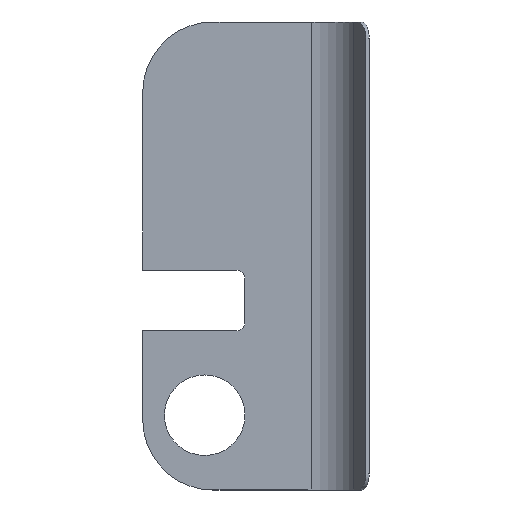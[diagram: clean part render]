
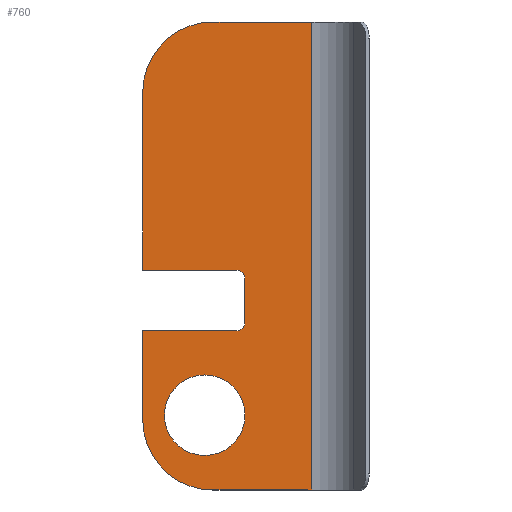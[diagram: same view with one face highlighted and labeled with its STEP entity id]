
A CAD part, front view. The second image highlights one B-rep face of the part: STEP entity #760.
In plain terms, the highlighted planar face has unit normal (0, -1, 0).
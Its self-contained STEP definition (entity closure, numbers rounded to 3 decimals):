
#223=CARTESIAN_POINT('POINT15',(11.306,22.5,
   -8.68));
#224=VERTEX_POINT('VERTEX15',#223);
#265=CARTESIAN_POINT('POINT16',(11.306,22.5,
   -66.79));
#266=VERTEX_POINT('VERTEX16',#265);
#409=CARTESIAN_POINT('POINT29',(3.,22.5,-40.5));
#410=VERTEX_POINT('VERTEX29',#409);
#411=CARTESIAN_POINT('POINT30',(3.,22.5,
   -46.));
#412=VERTEX_POINT('VERTEX30',#411);
#413=CARTESIAN_POINT('POS50',(3.,22.5,-40.5));
#414=DIRECTION('DIR75',(0.,0.,-1.));
#415=VECTOR('VEC25',#414,1.);
#416=LINE('STRAIGHT25',#413,#415);
#417=EDGE_CURVE('EDGE39',#410,#412,#416,.T.);
#440=CARTESIAN_POINT('POINT31',(2.,22.5,-39.5));
#441=VERTEX_POINT('VERTEX31',#440);
#442=CARTESIAN_POINT('POS54',(2.,22.5,-40.5));
#443=DIRECTION('DIR80',(0.,1.,
   0.));
#444=DIRECTION('DIR81',(0.,0.,
   1.));
#445=AXIS2_PLACEMENT_3D('AXIS27',#442,#443,#444);
#446=CIRCLE('ELLIPSE15',#445,1.);
#447=EDGE_CURVE('EDGE42',#441,#410,#446,.T.);
#465=CARTESIAN_POINT('POINT32',(-9.7,22.5,-39.5));
#466=VERTEX_POINT('VERTEX32',#465);
#467=CARTESIAN_POINT('POS57',(-9.7,22.5,-39.5));
#468=DIRECTION('DIR85',(1.,0.,0.));
#469=VECTOR('VEC29',#468,1.);
#470=LINE('STRAIGHT29',#467,#469);
#471=EDGE_CURVE('EDGE44',#466,#441,#470,.T.);
#489=CARTESIAN_POINT('POINT33',(-9.7,22.5,-17.4));
#490=VERTEX_POINT('VERTEX33',#489);
#491=CARTESIAN_POINT('POS60',(-9.7,22.5,-39.5));
#492=DIRECTION('DIR89',(0.,0.,1.));
#493=VECTOR('VEC31',#492,1.);
#494=LINE('STRAIGHT31',#491,#493);
#495=EDGE_CURVE('EDGE46',#466,#490,#494,.T.);
#513=CARTESIAN_POINT('POINT34',(-0.98,22.5,
   -8.68));
#514=VERTEX_POINT('VERTEX34',#513);
#523=CARTESIAN_POINT('POS64',(-0.98,22.5,
   -17.4));
#524=DIRECTION('DIR94',(0.,-1.,
   0.));
#525=DIRECTION('DIR95',(0.,0.,1.));
#526=AXIS2_PLACEMENT_3D('AXIS31',#523,#524,#525);
#527=CIRCLE('ELLIPSE16',#526,8.72);
#528=EDGE_CURVE('EDGE49',#514,#490,#527,.T.);
#541=CARTESIAN_POINT('POS66',(-0.98,22.5,
   -8.68));
#542=DIRECTION('DIR98',(1.,0.,0.));
#543=VECTOR('VEC34',#542,1.);
#544=LINE('STRAIGHT34',#541,#543);
#545=EDGE_CURVE('EDGE50',#514,#224,#544,.T.);
#557=CARTESIAN_POINT('POS68',(11.306,22.5,
   -66.79));
#558=DIRECTION('DIR101',(0.,0.,1.));
#559=VECTOR('VEC35',#558,1.);
#560=LINE('STRAIGHT35',#557,#559);
#561=EDGE_CURVE('EDGE51',#266,#224,#560,.T.);
#572=CARTESIAN_POINT('POINT35',(-0.98,22.5,
   -66.79));
#573=VERTEX_POINT('VERTEX35',#572);
#582=CARTESIAN_POINT('POS71',(11.306,22.5,
   -66.79));
#583=DIRECTION('DIR105',(-1.,0.,0.));
#584=VECTOR('VEC37',#583,1.);
#585=LINE('STRAIGHT37',#582,#584);
#586=EDGE_CURVE('EDGE53',#266,#573,#585,.T.);
#596=CARTESIAN_POINT('POINT36',(-9.7,22.5,-58.07));
#597=VERTEX_POINT('VERTEX36',#596);
#606=CARTESIAN_POINT('POS74',(-0.98,22.5,
   -58.07));
#607=DIRECTION('DIR109',(0.,-1.,
   0.));
#608=DIRECTION('DIR110',(-1.,0.,0.));
#609=AXIS2_PLACEMENT_3D('AXIS36',#606,#607,#608);
#610=CIRCLE('ELLIPSE17',#609,8.72);
#611=EDGE_CURVE('EDGE55',#597,#573,#610,.T.);
#623=CARTESIAN_POINT('POINT37',(-9.7,22.5,-47.));
#624=VERTEX_POINT('VERTEX37',#623);
#625=CARTESIAN_POINT('POS76',(-9.7,22.5,-58.07));
#626=DIRECTION('DIR113',(0.,0.,1.));
#627=VECTOR('VEC39',#626,1.);
#628=LINE('STRAIGHT39',#625,#627);
#629=EDGE_CURVE('EDGE56',#597,#624,#628,.T.);
#647=CARTESIAN_POINT('POINT38',(2.,22.5,-47.));
#648=VERTEX_POINT('VERTEX38',#647);
#649=CARTESIAN_POINT('POS79',(-9.7,22.5,-47.));
#650=DIRECTION('DIR117',(1.,0.,0.));
#651=VECTOR('VEC41',#650,1.);
#652=LINE('STRAIGHT41',#649,#651);
#653=EDGE_CURVE('EDGE58',#624,#648,#652,.T.);
#669=CARTESIAN_POINT('POS82',(2.,22.5,-46.));
#670=DIRECTION('DIR121',(0.,1.,
   0.));
#671=DIRECTION('DIR122',(1.,0.,
   0.));
#672=AXIS2_PLACEMENT_3D('AXIS40',#669,#670,#671);
#673=CIRCLE('ELLIPSE18',#672,1.);
#674=EDGE_CURVE('EDGE60',#412,#648,#673,.T.);
#687=CARTESIAN_POINT('POINT39',(-7.,22.5,
   -57.5));
#688=VERTEX_POINT('VERTEX39',#687);
#696=CARTESIAN_POINT('POINT40',(3.,22.5,
   -57.5));
#697=VERTEX_POINT('VERTEX40',#696);
#704=CARTESIAN_POINT('POS86',(-2.,22.5,
   -57.5));
#705=DIRECTION('DIR127',(0.,1.,0.));
#706=DIRECTION('DIR128',(-1.,0.,0.));
#707=AXIS2_PLACEMENT_3D('AXIS42',#704,#705,#706);
#708=CIRCLE('ELLIPSE19',#707,5.);
#709=EDGE_CURVE('EDGE63',#688,#697,#708,.T.);
#722=CARTESIAN_POINT('POS88',(-2.,22.5,
   -57.5));
#723=DIRECTION('DIR131',(0.,1.,0.));
#724=DIRECTION('DIR132',(1.,0.,0.));
#725=AXIS2_PLACEMENT_3D('AXIS44',#722,#723,#724);
#726=CIRCLE('ELLIPSE20',#725,5.);
#727=EDGE_CURVE('EDGE64',#697,#688,#726,.T.);
#737=ORIENTED_EDGE('COEDGE115',*,*,#727,.T.);
#738=ORIENTED_EDGE('COEDGE116',*,*,#709,.T.);
#739=EDGE_LOOP('NONE',(#737,#738));
#740=FACE_BOUND('LOOP1',#739,.T.);
#741=ORIENTED_EDGE('COEDGE117',*,*,#674,.T.);
#742=ORIENTED_EDGE('COEDGE118',*,*,#653,.F.);
#743=ORIENTED_EDGE('COEDGE119',*,*,#629,.F.);
#744=ORIENTED_EDGE('COEDGE120',*,*,#611,.T.);
#745=ORIENTED_EDGE('COEDGE121',*,*,#586,.F.);
#746=ORIENTED_EDGE('COEDGE122',*,*,#561,.T.);
#747=ORIENTED_EDGE('COEDGE123',*,*,#545,.F.);
#748=ORIENTED_EDGE('COEDGE124',*,*,#528,.T.);
#749=ORIENTED_EDGE('COEDGE125',*,*,#495,.F.);
#750=ORIENTED_EDGE('COEDGE126',*,*,#471,.T.);
#751=ORIENTED_EDGE('COEDGE127',*,*,#447,.T.);
#752=ORIENTED_EDGE('COEDGE128',*,*,#417,.T.);
#753=EDGE_LOOP('NONE',(#741,#742,#743,#744,#745,#746,#747,#748,#749,#750
   ,#751,#752));
#754=FACE_BOUND('LOOP1',#753,.T.);
#755=CARTESIAN_POINT('POS90',(-10.024,22.5,
   -37.5));
#756=DIRECTION('DIR135',(0.,1.,0.));
#757=DIRECTION('DIR136',(1.,0.,0.));
#758=AXIS2_PLACEMENT_3D('AXIS46',#755,#756,#757);
#759=PLANE('PLANE16',#758);
#760=ADVANCED_FACE('FACE26',(#740,#754),#759,.F.);
